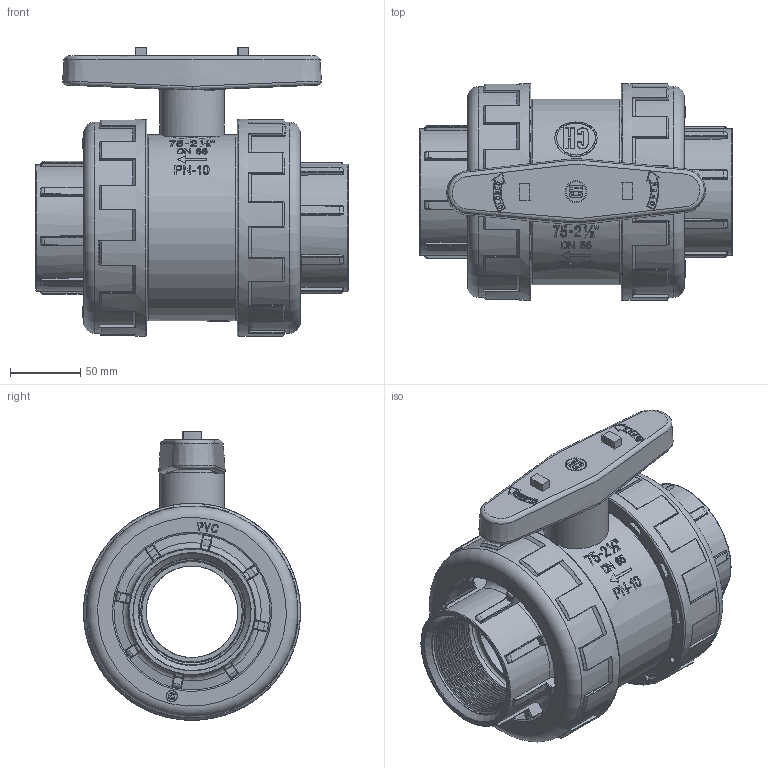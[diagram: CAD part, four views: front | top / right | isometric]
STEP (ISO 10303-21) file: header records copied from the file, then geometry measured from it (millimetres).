
FILE_DESCRIPTION( ( 'Unknown' ), '1' );
FILE_NAME( '1053075.stp', 'Unknown', ( 'Unknown' ), ( 'Unknown' ), 'PSStep 16.0.42', 'Unknown', ' ' );
FILE_SCHEMA( ( 'AUTOMOTIVE_DESIGN { 1 0 10303 214 1 1 1 1 }' ) );
Length unit declared in the file: millimetre
Products named in the file (5): Assem1; Cuerpo v_bola ø 75-90 P.R._Rev.5; LLave de paso Export ø 75-90 P.R._Rev.1; Tuerca v_bola ø 75-2½''_Nueva_Rev.1; Manguito roscado ø 75 mm
Assembly tree (6 placements, depth 2):
  Assem1
    Cuerpo v_bola ø 75-90 P.R._Rev.5
    LLave de paso Export ø 75-90 P.R._Rev.1
    Tuerca v_bola ø 75-2½''_Nueva_Rev.1  x2
    Manguito roscado ø 75 mm  x2
Bounding box: 222 x 153.99 x 204.81 mm (x, y, z)
Volume: 1530208.6 mm3; surface area: 411119.9 mm2
Topology: 6 solids, 6 shells, 1998 faces, 5190 edges, 3316 vertices
Faces by surface type: plane 740, cylinder 420, bspline 293, extrusion 238, torus 171, cone 126, sphere 10
Full cylindrical faces by diameter (mm): 7.68 x2, 8 x2, 14.26 x1, 15.5 x1, 16 x1, 25 x1, 27.6 x1, 30 x1, 38 x1, 45.8 x1, 65 x2, 72.8 x1, 75.3 x32, 78.8 x1, 81.1 x1, 83.3 x2, 90 x2, 91 x1, 104.8 x1, 111 x2, 111.5 x1, 125.2 x12, 125.5 x2, 131 x12, 132 x1, 150 x2, 154 x2
Entity records: 121498 total; most frequent: CARTESIAN_POINT 76574, ORIENTED_EDGE 7382, DIRECTION 5890, EDGE_CURVE 3691, VERTEX_POINT 2404, AXIS2_PLACEMENT_3D 2091, VECTOR 1708, EDGE_LOOP 1647
